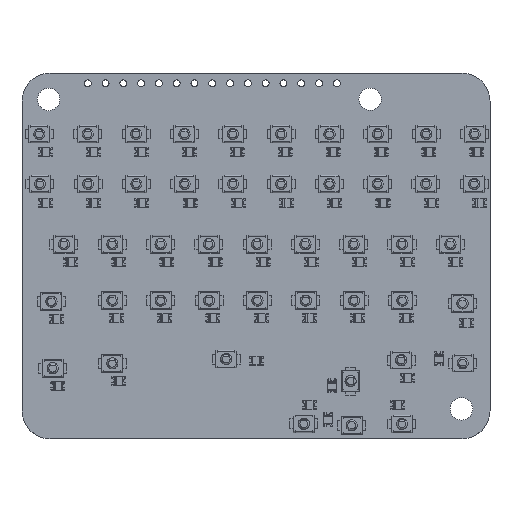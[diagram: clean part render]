
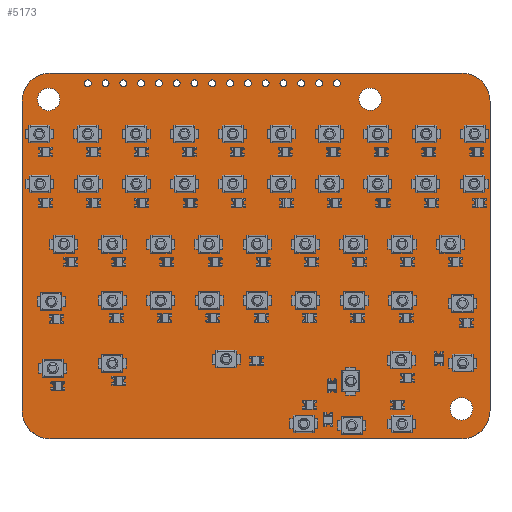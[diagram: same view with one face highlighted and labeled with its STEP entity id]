
A CAD part, top view. The second image highlights one B-rep face of the part: STEP entity #5173.
In plain terms, the highlighted planar face has unit normal (0, 0, 1).
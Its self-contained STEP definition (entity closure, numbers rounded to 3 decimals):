
#4826 = VERTEX_POINT('',#4827);
#4827 = CARTESIAN_POINT('',(29.4,26.1,1.51));
#4833 = EDGE_CURVE('',#4826,#4834,#4836,.T.);
#4834 = VERTEX_POINT('',#4835);
#4835 = CARTESIAN_POINT('',(33.4,22.1,1.51));
#4836 = CIRCLE('',#4837,4.);
#4837 = AXIS2_PLACEMENT_3D('',#4838,#4839,#4840);
#4838 = CARTESIAN_POINT('',(29.4,22.1,1.51));
#4839 = DIRECTION('',(0.,0.,-1.));
#4840 = DIRECTION('',(0.,1.,0.));
#4868 = VERTEX_POINT('',#4869);
#4869 = CARTESIAN_POINT('',(-29.4,26.1,1.51));
#4875 = EDGE_CURVE('',#4868,#4826,#4876,.T.);
#4876 = LINE('',#4877,#4878);
#4877 = CARTESIAN_POINT('',(-29.4,26.1,1.51));
#4878 = VECTOR('',#4879,1.);
#4879 = DIRECTION('',(1.,0.,0.));
#4897 = EDGE_CURVE('',#4834,#4898,#4900,.T.);
#4898 = VERTEX_POINT('',#4899);
#4899 = CARTESIAN_POINT('',(33.4,-22.1,1.51));
#4900 = LINE('',#4901,#4902);
#4901 = CARTESIAN_POINT('',(33.4,22.1,1.51));
#4902 = VECTOR('',#4903,1.);
#4903 = DIRECTION('',(0.,-1.,0.));
#5173 = ADVANCED_FACE('',(#5174,#5220,#5231,#5242,#5253,#5264,#5275,
    #5286,#5297,#5308,#5319,#5330,#5341,#5352,#5363,#5374,#5385,#5396,
    #5407),#5418,.T.);
#5174 = FACE_BOUND('',#5175,.T.);
#5175 = EDGE_LOOP('',(#5176,#5177,#5178,#5187,#5195,#5204,#5212,#5219));
#5176 = ORIENTED_EDGE('',*,*,#4833,.F.);
#5177 = ORIENTED_EDGE('',*,*,#4875,.F.);
#5178 = ORIENTED_EDGE('',*,*,#5179,.F.);
#5179 = EDGE_CURVE('',#5180,#4868,#5182,.T.);
#5180 = VERTEX_POINT('',#5181);
#5181 = CARTESIAN_POINT('',(-33.4,22.1,1.51));
#5182 = CIRCLE('',#5183,4.);
#5183 = AXIS2_PLACEMENT_3D('',#5184,#5185,#5186);
#5184 = CARTESIAN_POINT('',(-29.4,22.1,1.51));
#5185 = DIRECTION('',(0.,0.,-1.));
#5186 = DIRECTION('',(-1.,0.,0.));
#5187 = ORIENTED_EDGE('',*,*,#5188,.F.);
#5188 = EDGE_CURVE('',#5189,#5180,#5191,.T.);
#5189 = VERTEX_POINT('',#5190);
#5190 = CARTESIAN_POINT('',(-33.4,-22.1,1.51));
#5191 = LINE('',#5192,#5193);
#5192 = CARTESIAN_POINT('',(-33.4,-22.1,1.51));
#5193 = VECTOR('',#5194,1.);
#5194 = DIRECTION('',(0.,1.,0.));
#5195 = ORIENTED_EDGE('',*,*,#5196,.F.);
#5196 = EDGE_CURVE('',#5197,#5189,#5199,.T.);
#5197 = VERTEX_POINT('',#5198);
#5198 = CARTESIAN_POINT('',(-29.4,-26.1,1.51));
#5199 = CIRCLE('',#5200,4.);
#5200 = AXIS2_PLACEMENT_3D('',#5201,#5202,#5203);
#5201 = CARTESIAN_POINT('',(-29.4,-22.1,1.51));
#5202 = DIRECTION('',(0.,0.,-1.));
#5203 = DIRECTION('',(0.,-1.,-0.));
#5204 = ORIENTED_EDGE('',*,*,#5205,.F.);
#5205 = EDGE_CURVE('',#5206,#5197,#5208,.T.);
#5206 = VERTEX_POINT('',#5207);
#5207 = CARTESIAN_POINT('',(29.4,-26.1,1.51));
#5208 = LINE('',#5209,#5210);
#5209 = CARTESIAN_POINT('',(29.4,-26.1,1.51));
#5210 = VECTOR('',#5211,1.);
#5211 = DIRECTION('',(-1.,0.,0.));
#5212 = ORIENTED_EDGE('',*,*,#5213,.F.);
#5213 = EDGE_CURVE('',#4898,#5206,#5214,.T.);
#5214 = CIRCLE('',#5215,4.);
#5215 = AXIS2_PLACEMENT_3D('',#5216,#5217,#5218);
#5216 = CARTESIAN_POINT('',(29.4,-22.1,1.51));
#5217 = DIRECTION('',(0.,0.,-1.));
#5218 = DIRECTION('',(1.,0.,0.));
#5219 = ORIENTED_EDGE('',*,*,#4897,.F.);
#5220 = FACE_BOUND('',#5221,.T.);
#5221 = EDGE_LOOP('',(#5222));
#5222 = ORIENTED_EDGE('',*,*,#5223,.T.);
#5223 = EDGE_CURVE('',#5224,#5224,#5226,.T.);
#5224 = VERTEX_POINT('',#5225);
#5225 = CARTESIAN_POINT('',(29.325,-23.425,1.51));
#5226 = CIRCLE('',#5227,1.6);
#5227 = AXIS2_PLACEMENT_3D('',#5228,#5229,#5230);
#5228 = CARTESIAN_POINT('',(29.325,-21.825,1.51));
#5229 = DIRECTION('',(-0.,0.,-1.));
#5230 = DIRECTION('',(0.,-1.,0.));
#5231 = FACE_BOUND('',#5232,.T.);
#5232 = EDGE_LOOP('',(#5233));
#5233 = ORIENTED_EDGE('',*,*,#5234,.T.);
#5234 = EDGE_CURVE('',#5235,#5235,#5237,.T.);
#5235 = VERTEX_POINT('',#5236);
#5236 = CARTESIAN_POINT('',(-29.6,20.75,1.51));
#5237 = CIRCLE('',#5238,1.6);
#5238 = AXIS2_PLACEMENT_3D('',#5239,#5240,#5241);
#5239 = CARTESIAN_POINT('',(-29.6,22.35,1.51));
#5240 = DIRECTION('',(-0.,0.,-1.));
#5241 = DIRECTION('',(-0.,-1.,0.));
#5242 = FACE_BOUND('',#5243,.T.);
#5243 = EDGE_LOOP('',(#5244));
#5244 = ORIENTED_EDGE('',*,*,#5245,.T.);
#5245 = EDGE_CURVE('',#5246,#5246,#5248,.T.);
#5246 = VERTEX_POINT('',#5247);
#5247 = CARTESIAN_POINT('',(-24.02,24.15,1.51));
#5248 = CIRCLE('',#5249,0.5);
#5249 = AXIS2_PLACEMENT_3D('',#5250,#5251,#5252);
#5250 = CARTESIAN_POINT('',(-24.02,24.65,1.51));
#5251 = DIRECTION('',(-0.,0.,-1.));
#5252 = DIRECTION('',(-0.,-1.,0.));
#5253 = FACE_BOUND('',#5254,.T.);
#5254 = EDGE_LOOP('',(#5255));
#5255 = ORIENTED_EDGE('',*,*,#5256,.T.);
#5256 = EDGE_CURVE('',#5257,#5257,#5259,.T.);
#5257 = VERTEX_POINT('',#5258);
#5258 = CARTESIAN_POINT('',(-21.48,24.15,1.51));
#5259 = CIRCLE('',#5260,0.5);
#5260 = AXIS2_PLACEMENT_3D('',#5261,#5262,#5263);
#5261 = CARTESIAN_POINT('',(-21.48,24.65,1.51));
#5262 = DIRECTION('',(-0.,0.,-1.));
#5263 = DIRECTION('',(-0.,-1.,0.));
#5264 = FACE_BOUND('',#5265,.T.);
#5265 = EDGE_LOOP('',(#5266));
#5266 = ORIENTED_EDGE('',*,*,#5267,.T.);
#5267 = EDGE_CURVE('',#5268,#5268,#5270,.T.);
#5268 = VERTEX_POINT('',#5269);
#5269 = CARTESIAN_POINT('',(-18.94,24.15,1.51));
#5270 = CIRCLE('',#5271,0.5);
#5271 = AXIS2_PLACEMENT_3D('',#5272,#5273,#5274);
#5272 = CARTESIAN_POINT('',(-18.94,24.65,1.51));
#5273 = DIRECTION('',(-0.,0.,-1.));
#5274 = DIRECTION('',(-0.,-1.,0.));
#5275 = FACE_BOUND('',#5276,.T.);
#5276 = EDGE_LOOP('',(#5277));
#5277 = ORIENTED_EDGE('',*,*,#5278,.T.);
#5278 = EDGE_CURVE('',#5279,#5279,#5281,.T.);
#5279 = VERTEX_POINT('',#5280);
#5280 = CARTESIAN_POINT('',(-16.4,24.15,1.51));
#5281 = CIRCLE('',#5282,0.5);
#5282 = AXIS2_PLACEMENT_3D('',#5283,#5284,#5285);
#5283 = CARTESIAN_POINT('',(-16.4,24.65,1.51));
#5284 = DIRECTION('',(-0.,0.,-1.));
#5285 = DIRECTION('',(-0.,-1.,0.));
#5286 = FACE_BOUND('',#5287,.T.);
#5287 = EDGE_LOOP('',(#5288));
#5288 = ORIENTED_EDGE('',*,*,#5289,.T.);
#5289 = EDGE_CURVE('',#5290,#5290,#5292,.T.);
#5290 = VERTEX_POINT('',#5291);
#5291 = CARTESIAN_POINT('',(-13.86,24.15,1.51));
#5292 = CIRCLE('',#5293,0.5);
#5293 = AXIS2_PLACEMENT_3D('',#5294,#5295,#5296);
#5294 = CARTESIAN_POINT('',(-13.86,24.65,1.51));
#5295 = DIRECTION('',(-0.,0.,-1.));
#5296 = DIRECTION('',(-0.,-1.,0.));
#5297 = FACE_BOUND('',#5298,.T.);
#5298 = EDGE_LOOP('',(#5299));
#5299 = ORIENTED_EDGE('',*,*,#5300,.T.);
#5300 = EDGE_CURVE('',#5301,#5301,#5303,.T.);
#5301 = VERTEX_POINT('',#5302);
#5302 = CARTESIAN_POINT('',(-11.32,24.15,1.51));
#5303 = CIRCLE('',#5304,0.5);
#5304 = AXIS2_PLACEMENT_3D('',#5305,#5306,#5307);
#5305 = CARTESIAN_POINT('',(-11.32,24.65,1.51));
#5306 = DIRECTION('',(-0.,0.,-1.));
#5307 = DIRECTION('',(-0.,-1.,0.));
#5308 = FACE_BOUND('',#5309,.T.);
#5309 = EDGE_LOOP('',(#5310));
#5310 = ORIENTED_EDGE('',*,*,#5311,.T.);
#5311 = EDGE_CURVE('',#5312,#5312,#5314,.T.);
#5312 = VERTEX_POINT('',#5313);
#5313 = CARTESIAN_POINT('',(-8.78,24.15,1.51));
#5314 = CIRCLE('',#5315,0.5);
#5315 = AXIS2_PLACEMENT_3D('',#5316,#5317,#5318);
#5316 = CARTESIAN_POINT('',(-8.78,24.65,1.51));
#5317 = DIRECTION('',(-0.,0.,-1.));
#5318 = DIRECTION('',(-0.,-1.,0.));
#5319 = FACE_BOUND('',#5320,.T.);
#5320 = EDGE_LOOP('',(#5321));
#5321 = ORIENTED_EDGE('',*,*,#5322,.T.);
#5322 = EDGE_CURVE('',#5323,#5323,#5325,.T.);
#5323 = VERTEX_POINT('',#5324);
#5324 = CARTESIAN_POINT('',(-6.24,24.15,1.51));
#5325 = CIRCLE('',#5326,0.5);
#5326 = AXIS2_PLACEMENT_3D('',#5327,#5328,#5329);
#5327 = CARTESIAN_POINT('',(-6.24,24.65,1.51));
#5328 = DIRECTION('',(-0.,0.,-1.));
#5329 = DIRECTION('',(-0.,-1.,0.));
#5330 = FACE_BOUND('',#5331,.T.);
#5331 = EDGE_LOOP('',(#5332));
#5332 = ORIENTED_EDGE('',*,*,#5333,.T.);
#5333 = EDGE_CURVE('',#5334,#5334,#5336,.T.);
#5334 = VERTEX_POINT('',#5335);
#5335 = CARTESIAN_POINT('',(-3.7,24.15,1.51));
#5336 = CIRCLE('',#5337,0.5);
#5337 = AXIS2_PLACEMENT_3D('',#5338,#5339,#5340);
#5338 = CARTESIAN_POINT('',(-3.7,24.65,1.51));
#5339 = DIRECTION('',(-0.,0.,-1.));
#5340 = DIRECTION('',(-0.,-1.,0.));
#5341 = FACE_BOUND('',#5342,.T.);
#5342 = EDGE_LOOP('',(#5343));
#5343 = ORIENTED_EDGE('',*,*,#5344,.T.);
#5344 = EDGE_CURVE('',#5345,#5345,#5347,.T.);
#5345 = VERTEX_POINT('',#5346);
#5346 = CARTESIAN_POINT('',(-1.16,24.15,1.51));
#5347 = CIRCLE('',#5348,0.5);
#5348 = AXIS2_PLACEMENT_3D('',#5349,#5350,#5351);
#5349 = CARTESIAN_POINT('',(-1.16,24.65,1.51));
#5350 = DIRECTION('',(-0.,0.,-1.));
#5351 = DIRECTION('',(-0.,-1.,0.));
#5352 = FACE_BOUND('',#5353,.T.);
#5353 = EDGE_LOOP('',(#5354));
#5354 = ORIENTED_EDGE('',*,*,#5355,.T.);
#5355 = EDGE_CURVE('',#5356,#5356,#5358,.T.);
#5356 = VERTEX_POINT('',#5357);
#5357 = CARTESIAN_POINT('',(1.38,24.15,1.51));
#5358 = CIRCLE('',#5359,0.5);
#5359 = AXIS2_PLACEMENT_3D('',#5360,#5361,#5362);
#5360 = CARTESIAN_POINT('',(1.38,24.65,1.51));
#5361 = DIRECTION('',(-0.,0.,-1.));
#5362 = DIRECTION('',(-0.,-1.,0.));
#5363 = FACE_BOUND('',#5364,.T.);
#5364 = EDGE_LOOP('',(#5365));
#5365 = ORIENTED_EDGE('',*,*,#5366,.T.);
#5366 = EDGE_CURVE('',#5367,#5367,#5369,.T.);
#5367 = VERTEX_POINT('',#5368);
#5368 = CARTESIAN_POINT('',(3.92,24.15,1.51));
#5369 = CIRCLE('',#5370,0.5);
#5370 = AXIS2_PLACEMENT_3D('',#5371,#5372,#5373);
#5371 = CARTESIAN_POINT('',(3.92,24.65,1.51));
#5372 = DIRECTION('',(-0.,0.,-1.));
#5373 = DIRECTION('',(-0.,-1.,0.));
#5374 = FACE_BOUND('',#5375,.T.);
#5375 = EDGE_LOOP('',(#5376));
#5376 = ORIENTED_EDGE('',*,*,#5377,.T.);
#5377 = EDGE_CURVE('',#5378,#5378,#5380,.T.);
#5378 = VERTEX_POINT('',#5379);
#5379 = CARTESIAN_POINT('',(6.46,24.15,1.51));
#5380 = CIRCLE('',#5381,0.5);
#5381 = AXIS2_PLACEMENT_3D('',#5382,#5383,#5384);
#5382 = CARTESIAN_POINT('',(6.46,24.65,1.51));
#5383 = DIRECTION('',(-0.,0.,-1.));
#5384 = DIRECTION('',(-0.,-1.,0.));
#5385 = FACE_BOUND('',#5386,.T.);
#5386 = EDGE_LOOP('',(#5387));
#5387 = ORIENTED_EDGE('',*,*,#5388,.T.);
#5388 = EDGE_CURVE('',#5389,#5389,#5391,.T.);
#5389 = VERTEX_POINT('',#5390);
#5390 = CARTESIAN_POINT('',(9.,24.15,1.51));
#5391 = CIRCLE('',#5392,0.5);
#5392 = AXIS2_PLACEMENT_3D('',#5393,#5394,#5395);
#5393 = CARTESIAN_POINT('',(9.,24.65,1.51));
#5394 = DIRECTION('',(-0.,0.,-1.));
#5395 = DIRECTION('',(-0.,-1.,0.));
#5396 = FACE_BOUND('',#5397,.T.);
#5397 = EDGE_LOOP('',(#5398));
#5398 = ORIENTED_EDGE('',*,*,#5399,.T.);
#5399 = EDGE_CURVE('',#5400,#5400,#5402,.T.);
#5400 = VERTEX_POINT('',#5401);
#5401 = CARTESIAN_POINT('',(11.54,24.15,1.51));
#5402 = CIRCLE('',#5403,0.5);
#5403 = AXIS2_PLACEMENT_3D('',#5404,#5405,#5406);
#5404 = CARTESIAN_POINT('',(11.54,24.65,1.51));
#5405 = DIRECTION('',(-0.,0.,-1.));
#5406 = DIRECTION('',(-0.,-1.,0.));
#5407 = FACE_BOUND('',#5408,.T.);
#5408 = EDGE_LOOP('',(#5409));
#5409 = ORIENTED_EDGE('',*,*,#5410,.T.);
#5410 = EDGE_CURVE('',#5411,#5411,#5413,.T.);
#5411 = VERTEX_POINT('',#5412);
#5412 = CARTESIAN_POINT('',(16.3,20.775,1.51));
#5413 = CIRCLE('',#5414,1.6);
#5414 = AXIS2_PLACEMENT_3D('',#5415,#5416,#5417);
#5415 = CARTESIAN_POINT('',(16.3,22.375,1.51));
#5416 = DIRECTION('',(-0.,0.,-1.));
#5417 = DIRECTION('',(0.,-1.,-0.));
#5418 = PLANE('',#5419);
#5419 = AXIS2_PLACEMENT_3D('',#5420,#5421,#5422);
#5420 = CARTESIAN_POINT('',(0.,0.,1.51));
#5421 = DIRECTION('',(0.,0.,1.));
#5422 = DIRECTION('',(1.,0.,-0.));
